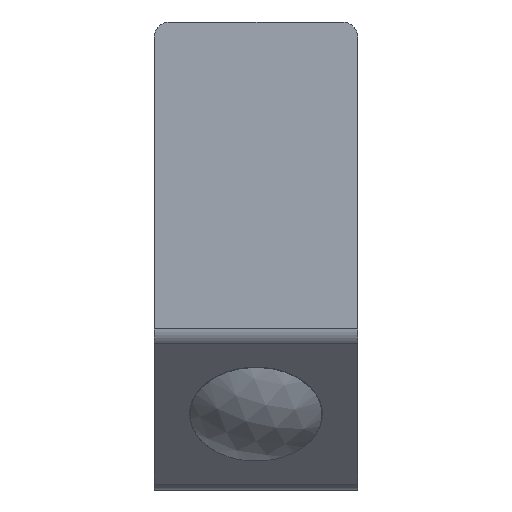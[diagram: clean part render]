
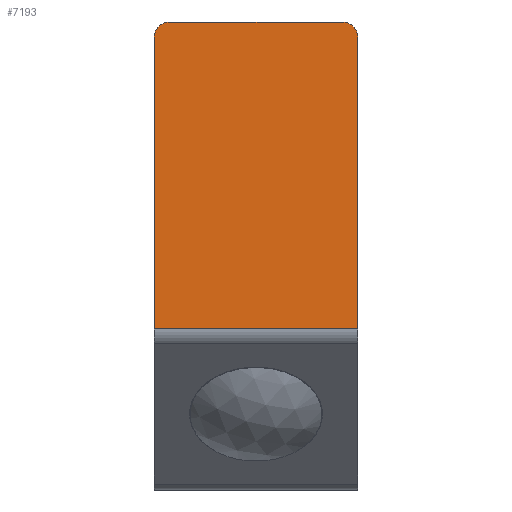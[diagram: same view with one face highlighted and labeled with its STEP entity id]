
A CAD part, left-side view. The second image highlights one B-rep face of the part: STEP entity #7193.
In plain terms, the highlighted planar face has unit normal (-1, 0, 0).
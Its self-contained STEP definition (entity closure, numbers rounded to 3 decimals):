
#219 = DIRECTION ( 'NONE',  ( 0., -1., 0. ) ) ;
#2207 = CARTESIAN_POINT ( 'NONE',  ( 0., 10., 15.828 ) ) ;
#4001 = ORIENTED_EDGE ( 'NONE', *, *, #51233, .T. ) ;
#4450 = CARTESIAN_POINT ( 'NONE',  ( 0., 10., 46. ) ) ;
#5109 = CARTESIAN_POINT ( 'NONE',  ( 0., 10., 46. ) ) ;
#6022 = VERTEX_POINT ( 'NONE', #16172 ) ;
#6649 = ORIENTED_EDGE ( 'NONE', *, *, #15414, .F. ) ;
#6841 = VECTOR ( 'NONE', #44087, 1000. ) ;
#7188 = EDGE_CURVE ( 'NONE', #38778, #6022, #54605, .T. ) ;
#7193 = ADVANCED_FACE ( 'NONE', ( #47709 ), #13350, .F. ) ;
#8103 = CARTESIAN_POINT ( 'NONE',  ( 0., 10., 46. ) ) ;
#8142 = DIRECTION ( 'NONE',  ( 1., 0., 0. ) ) ;
#13350 = PLANE ( 'NONE',  #22255 ) ;
#13958 = CARTESIAN_POINT ( 'NONE',  ( 0., -10., 44.5 ) ) ;
#14688 = LINE ( 'NONE', #26720, #16754 ) ;
#14945 = CARTESIAN_POINT ( 'NONE',  ( 0., 8.5, 46. ) ) ;
#15414 = EDGE_CURVE ( 'NONE', #38778, #38348, #35801, .T. ) ;
#16172 = CARTESIAN_POINT ( 'NONE',  ( 0., 10., 44.5 ) ) ;
#16754 = VECTOR ( 'NONE', #219, 1000. ) ;
#17013 = VERTEX_POINT ( 'NONE', #2207 ) ;
#17060 = EDGE_CURVE ( 'NONE', #46902, #25867, #18376, .T. ) ;
#18376 = LINE ( 'NONE', #24050, #55067 ) ;
#19205 = VECTOR ( 'NONE', #31001, 1000. ) ;
#22255 = AXIS2_PLACEMENT_3D ( 'NONE', #4450, #8142, #26486 ) ;
#24050 = CARTESIAN_POINT ( 'NONE',  ( 0., -10., 46. ) ) ;
#25867 = VERTEX_POINT ( 'NONE', #13958 ) ;
#26486 = DIRECTION ( 'NONE',  ( 0., 0., -1. ) ) ;
#26720 = CARTESIAN_POINT ( 'NONE',  ( 0., 10., 15.828 ) ) ;
#27338 = EDGE_CURVE ( 'NONE', #17013, #46902, #14688, .T. ) ;
#29522 = ORIENTED_EDGE ( 'NONE', *, *, #27338, .T. ) ;
#30363 = CARTESIAN_POINT ( 'NONE',  ( 0., 8.5, 44.5 ) ) ;
#31001 = DIRECTION ( 'NONE',  ( 0., -1., 0. ) ) ;
#34633 = DIRECTION ( 'NONE',  ( 0., 0., -1. ) ) ;
#35144 = CARTESIAN_POINT ( 'NONE',  ( 0., -10., 15.828 ) ) ;
#35522 = AXIS2_PLACEMENT_3D ( 'NONE', #37569, #41651, #37184 ) ;
#35801 = LINE ( 'NONE', #5109, #19205 ) ;
#36145 = EDGE_CURVE ( 'NONE', #17013, #6022, #52534, .T. ) ;
#37184 = DIRECTION ( 'NONE',  ( 0., 0., -1. ) ) ;
#37569 = CARTESIAN_POINT ( 'NONE',  ( 0., -8.5, 44.5 ) ) ;
#38348 = VERTEX_POINT ( 'NONE', #49764 ) ;
#38778 = VERTEX_POINT ( 'NONE', #14945 ) ;
#41593 = EDGE_LOOP ( 'NONE', ( #41685, #29522, #42283, #4001, #6649, #47572 ) ) ;
#41651 = DIRECTION ( 'NONE',  ( -1., 0., 0. ) ) ;
#41685 = ORIENTED_EDGE ( 'NONE', *, *, #36145, .F. ) ;
#42283 = ORIENTED_EDGE ( 'NONE', *, *, #17060, .T. ) ;
#44087 = DIRECTION ( 'NONE',  ( 0., 0., 1. ) ) ;
#44137 = AXIS2_PLACEMENT_3D ( 'NONE', #30363, #48196, #34633 ) ;
#46902 = VERTEX_POINT ( 'NONE', #35144 ) ;
#47572 = ORIENTED_EDGE ( 'NONE', *, *, #7188, .T. ) ;
#47709 = FACE_OUTER_BOUND ( 'NONE', #41593, .T. ) ;
#48196 = DIRECTION ( 'NONE',  ( -1., 0., 0. ) ) ;
#49764 = CARTESIAN_POINT ( 'NONE',  ( 0., -8.5, 46. ) ) ;
#51233 = EDGE_CURVE ( 'NONE', #25867, #38348, #53234, .T. ) ;
#52534 = LINE ( 'NONE', #8103, #6841 ) ;
#53234 = CIRCLE ( 'NONE', #35522, 1.5 ) ;
#54605 = CIRCLE ( 'NONE', #44137, 1.5 ) ;
#55067 = VECTOR ( 'NONE', #55374, 1000. ) ;
#55374 = DIRECTION ( 'NONE',  ( 0., 0., 1. ) ) ;
